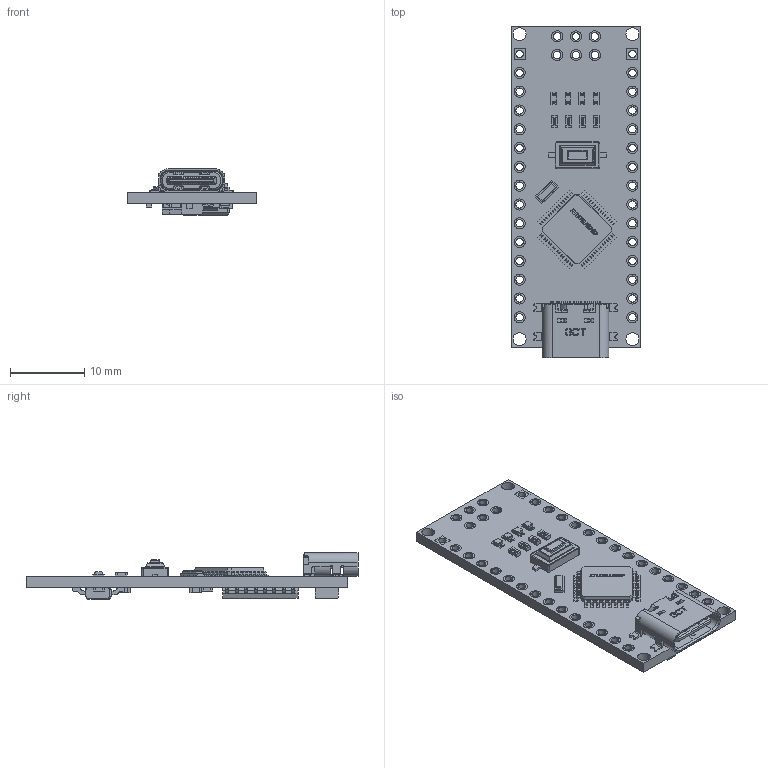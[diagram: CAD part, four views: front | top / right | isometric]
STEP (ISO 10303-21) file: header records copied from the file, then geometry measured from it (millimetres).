
FILE_DESCRIPTION(/* description */ (''),/* implementation_level */ '2;1');
FILE_NAME(/* name */ 'ATMEGA328P.step',/* time_stamp */ '2024-09-27T17:32:29+02:00',/* author */ (''),/* organization */ (''),/* preprocessor_version */ 'ST-DEVELOPER v20',/* originating_system */ 'Autodesk Translation Framework v13.20.0.188',/* authorisation */ '');
FILE_SCHEMA (('AUTOMOTIVE_DESIGN { 1 0 10303 214 3 1 1 }'));
Products named in the file (18): arduino_nano; ATMEGA328P-AU.STEP; ATMEGA328P-AU--3DModel-STEP-56544.step.STEP.STEP.STEP; 2Pin Tactile Switch 6x3.6; Green LED; Red LED; Blue LED; usb c; GCT_USB4110-GF-A_REVB; USB4110-GF-A_revB(1) MF; pcb chinese nano; temp; SOT89; 1206 Tantalum; 0603 Capacitor; 0603 Resistor; CSTCE Crystal; SOIC16
Assembly tree (30 placements, depth 4):
  arduino_nano
    ATMEGA328P-AU.STEP
      ATMEGA328P-AU--3DModel-STEP-56544.step.STEP.STEP.STEP
    CSTCE Crystal
    2Pin Tactile Switch 6x3.6
    0603 Resistor  x4
    Blue LED  x2
    Green LED
    Red LED
    usb c
      GCT_USB4110-GF-A_REVB
        USB4110-GF-A_revB(1) MF
    pcb chinese nano
    temp
      SOT89
      1206 Tantalum  x2
      0603 Resistor  x3
      0603 Capacitor  x5
      CSTCE Crystal
      SOIC16
Bounding box: 17.44 x 44.85 x 6.26 mm (x, y, z)
Volume: 1410.2 mm3; surface area: 2965.5 mm2
Topology: 58 solids, 58 shells, 2957 faces, 7692 edges, 5020 vertices
Faces by surface type: plane 1775, bspline 680, cylinder 472, cone 22, sphere 8
Full cylindrical faces by diameter (mm): 0.5 x2, 1 x36, 1.5 x68, 1.75 x4
Entity records: 79392 total; most frequent: CARTESIAN_POINT 24071, ORIENTED_EDGE 11540, DIRECTION 10268, EDGE_CURVE 5770, LINE 4326, VECTOR 4326, VERTEX_POINT 3776, AXIS2_PLACEMENT_3D 2971
